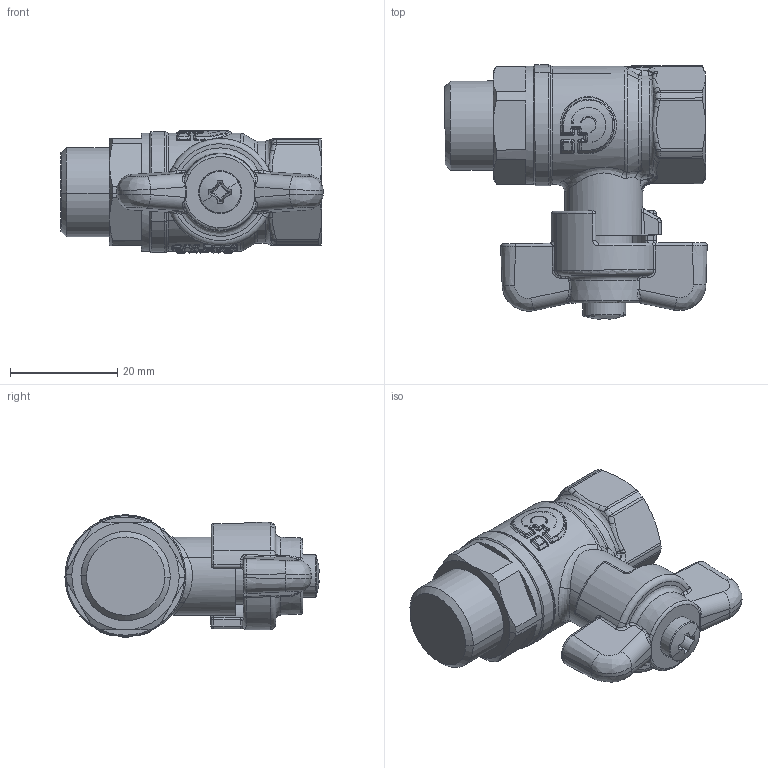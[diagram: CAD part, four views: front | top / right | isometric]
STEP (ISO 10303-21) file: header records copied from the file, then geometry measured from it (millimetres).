
FILE_DESCRIPTION(('CATIA V5 STEP Exchange'),'2;1');
FILE_NAME('STEP_250300_-_TST.stp','2018-04-27T14:04:19+00:00',('none'),('none'),'CATIA Version 5-6 Release 2016 SP4','CATIA V5 STEP AP203','none');
FILE_SCHEMA(('CONFIG_CONTROL_DESIGN'));
Products named in the file (1): _295380001_sw0001
Bounding box: 48.85 x 47.33 x 22.75 mm (x, y, z)
Surface area: 8749.9 mm2 (no closed solid volume)
Topology: 0 solids, 32 shells, 1139 faces, 2728 edges, 1505 vertices
Faces by surface type: bspline 606, cylinder 216, plane 142, sphere 93, torus 42, cone 40
Entity records: 53250 total; most frequent: CARTESIAN_POINT 35388, ORIENTED_EDGE 4873, EDGE_CURVE 2621, DIRECTION 1835, VERTEX_POINT 1505, ADVANCED_FACE 1139, EDGE_LOOP 1139, FACE_OUTER_BOUND 1139
